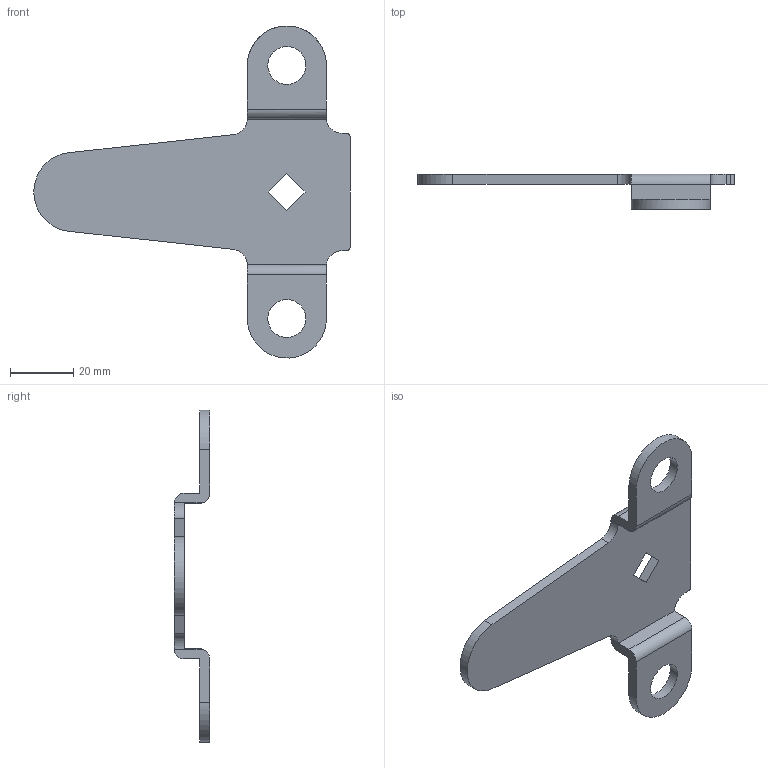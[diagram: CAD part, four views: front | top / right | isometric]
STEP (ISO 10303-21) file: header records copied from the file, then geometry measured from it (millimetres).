
FILE_DESCRIPTION((''),'2;1');
FILE_NAME('','2005-10-12T11:10:35',(''),(''),'','CADfix','');
FILE_SCHEMA(('AUTOMOTIVE_DESIGN'));
Length unit declared in the file: millimetre
Products named in the file (1): cam
Bounding box: 100 x 11.2 x 104.96 mm (x, y, z)
Volume: 15320.3 mm3; surface area: 11151.3 mm2
Topology: 1 solids, 1 shells, 40 faces, 122 edges, 84 vertices
Faces by surface type: bspline 40
Entity records: 1366 total; most frequent: CARTESIAN_POINT 659, ORIENTED_EDGE 244, EDGE_CURVE 122, VERTEX_POINT 84, QUASI_UNIFORM_CURVE 76, EDGE_LOOP 46, FACE_OUTER_BOUND 40, ADVANCED_FACE 40
